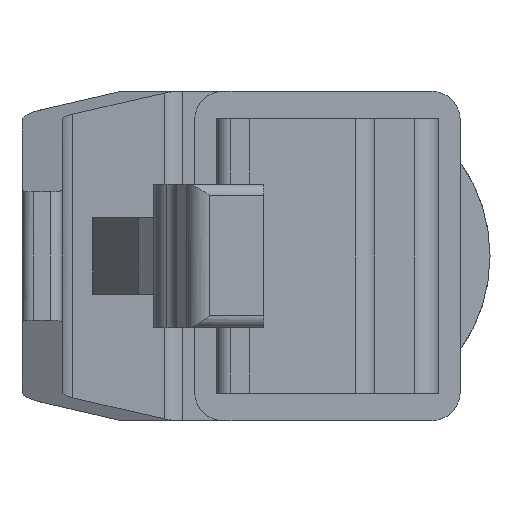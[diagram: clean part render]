
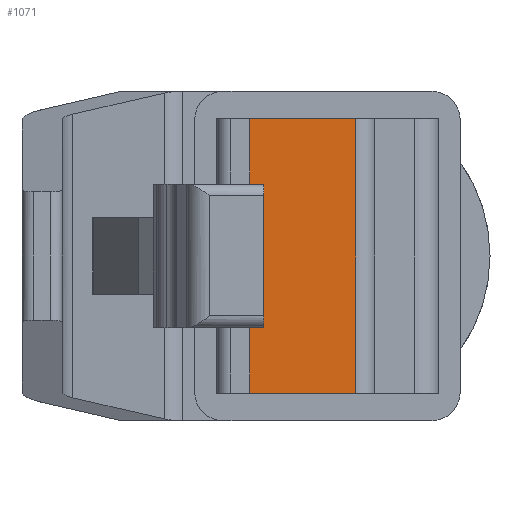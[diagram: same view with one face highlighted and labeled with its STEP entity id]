
A CAD part, left-side view. The second image highlights one B-rep face of the part: STEP entity #1071.
In plain terms, the highlighted planar face has unit normal (-1, 0, 0).
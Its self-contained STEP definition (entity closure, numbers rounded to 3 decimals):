
#46=DIRECTION('',(0.,-1.,0.));
#47=VECTOR('',#46,4.51);
#48=CARTESIAN_POINT('',(-15.18,8.935,5.82));
#49=LINE('',#48,#47);
#126=DIRECTION('',(0.,1.,0.));
#127=VECTOR('',#126,4.51);
#128=CARTESIAN_POINT('',(-15.18,4.425,-5.82));
#129=LINE('',#128,#127);
#193=DIRECTION('',(0.,1.,0.));
#194=VECTOR('',#193,0.6);
#195=CARTESIAN_POINT('',(-15.18,8.335,3.055));
#196=LINE('',#195,#194);
#257=DIRECTION('',(0.,0.,1.));
#258=VECTOR('',#257,2.765);
#259=CARTESIAN_POINT('',(-15.18,8.935,3.055));
#260=LINE('',#259,#258);
#261=DIRECTION('',(0.,0.,1.));
#262=VECTOR('',#261,11.64);
#263=CARTESIAN_POINT('',(-15.18,4.425,-5.82));
#264=LINE('',#263,#262);
#265=DIRECTION('',(0.,0.,1.));
#266=VECTOR('',#265,6.1);
#267=CARTESIAN_POINT('',(-15.18,8.335,-3.045));
#268=LINE('',#267,#266);
#336=DIRECTION('',(0.,-1.,0.));
#337=VECTOR('',#336,0.6);
#338=CARTESIAN_POINT('',(-15.18,8.935,-3.045));
#339=LINE('',#338,#337);
#531=DIRECTION('',(0.,0.,1.));
#532=VECTOR('',#531,2.775);
#533=CARTESIAN_POINT('',(-15.18,8.935,-5.82));
#534=LINE('',#533,#532);
#543=CARTESIAN_POINT('',(-15.18,8.935,3.055));
#545=VERTEX_POINT('',#543);
#547=CARTESIAN_POINT('',(-15.18,8.935,5.82));
#548=VERTEX_POINT('',#547);
#655=CARTESIAN_POINT('',(-15.18,8.935,-3.045));
#656=VERTEX_POINT('',#655);
#657=CARTESIAN_POINT('',(-15.18,8.935,-5.82));
#658=VERTEX_POINT('',#657);
#683=CARTESIAN_POINT('',(-15.18,4.425,-5.82));
#684=VERTEX_POINT('',#683);
#691=CARTESIAN_POINT('',(-15.18,8.335,-3.045));
#692=VERTEX_POINT('',#691);
#695=CARTESIAN_POINT('',(-15.18,8.335,3.055));
#696=VERTEX_POINT('',#695);
#697=CARTESIAN_POINT('',(-15.18,4.425,5.82));
#698=VERTEX_POINT('',#697);
#1053=CARTESIAN_POINT('',(-15.18,6.68,0.));
#1054=DIRECTION('',(1.,0.,0.));
#1055=DIRECTION('',(0.,1.,0.));
#1056=AXIS2_PLACEMENT_3D('',#1053,#1054,#1055);
#1057=PLANE('',#1056);
#1059=ORIENTED_EDGE('',*,*,#1058,.T.);
#1060=ORIENTED_EDGE('',*,*,#957,.T.);
#1061=ORIENTED_EDGE('',*,*,#1041,.T.);
#1062=ORIENTED_EDGE('',*,*,#729,.T.);
#1063=ORIENTED_EDGE('',*,*,#768,.F.);
#1064=ORIENTED_EDGE('',*,*,#821,.T.);
#1066=ORIENTED_EDGE('',*,*,#1065,.T.);
#1068=ORIENTED_EDGE('',*,*,#1067,.T.);
#1069=EDGE_LOOP('',(#1059,#1060,#1061,#1062,#1063,#1064,#1066,#1068));
#1070=FACE_OUTER_BOUND('',#1069,.F.);
#1071=ADVANCED_FACE('',(#1070),#1057,.F.);
#729=EDGE_CURVE('',#548,#698,#49,.T.);
#768=EDGE_CURVE('',#684,#698,#264,.T.);
#821=EDGE_CURVE('',#684,#658,#129,.T.);
#957=EDGE_CURVE('',#696,#545,#196,.T.);
#1041=EDGE_CURVE('',#545,#548,#260,.T.);
#1058=EDGE_CURVE('',#692,#696,#268,.T.);
#1065=EDGE_CURVE('',#658,#656,#534,.T.);
#1067=EDGE_CURVE('',#656,#692,#339,.T.);
